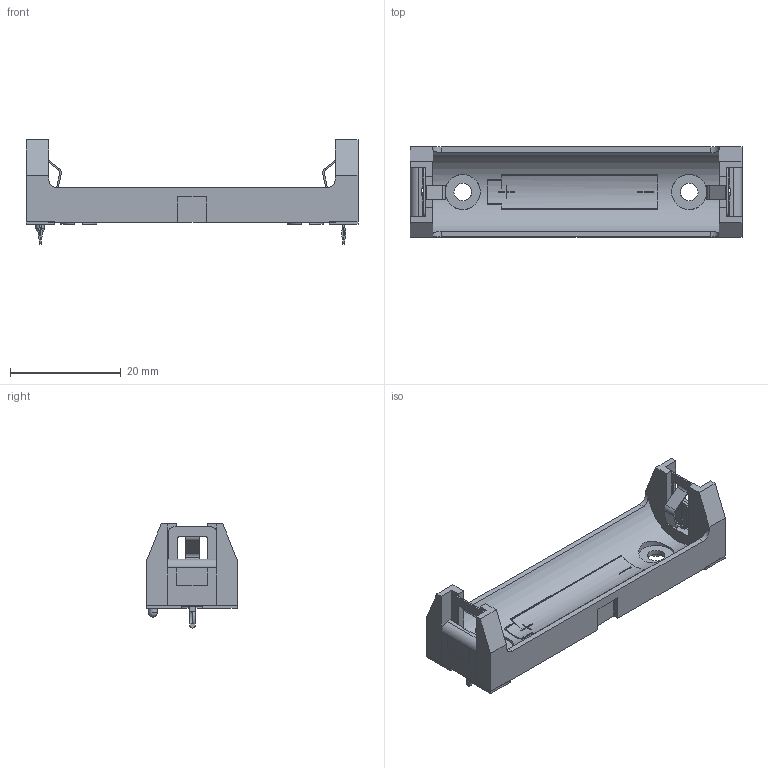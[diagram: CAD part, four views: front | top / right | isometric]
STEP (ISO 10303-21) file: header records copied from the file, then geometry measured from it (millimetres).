
FILE_DESCRIPTION(/* description */ (''),/* implementation_level */ '2;1');
FILE_NAME(/* name */ 'BATH_KEYSTONE_1028.stp',/* time_stamp */ '2017-06-07T14:37:44+02:00',/* author */ ('jchouvet'),/* organization */ (''),/* preprocessor_version */ 'ST-DEVELOPER v16.1',/* originating_system */ 'AutoCAD Mechanical',/* authorisation */ '');
FILE_SCHEMA (('AUTOMOTIVE_DESIGN { 1 0 10303 214 3 1 1 }'));
Length unit declared in the file: millimetre
Products named in the file (1): Product
Bounding box: 59.94 x 16.26 x 18.79 mm (x, y, z)
Volume: 4221 mm3; surface area: 5828.1 mm2
Topology: 32 solids, 32 shells, 366 faces, 906 edges, 604 vertices
Faces by surface type: plane 295, cylinder 70, sphere 1
Full cylindrical faces by diameter (mm): 1.575 x1, 3.175 x2, 6.35 x2
Entity records: 10903 total; most frequent: CARTESIAN_POINT 2052, ORIENTED_EDGE 1790, DIRECTION 1769, EDGE_CURVE 895, LINE 743, VECTOR 743, VERTEX_POINT 600, AXIS2_PLACEMENT_3D 513
